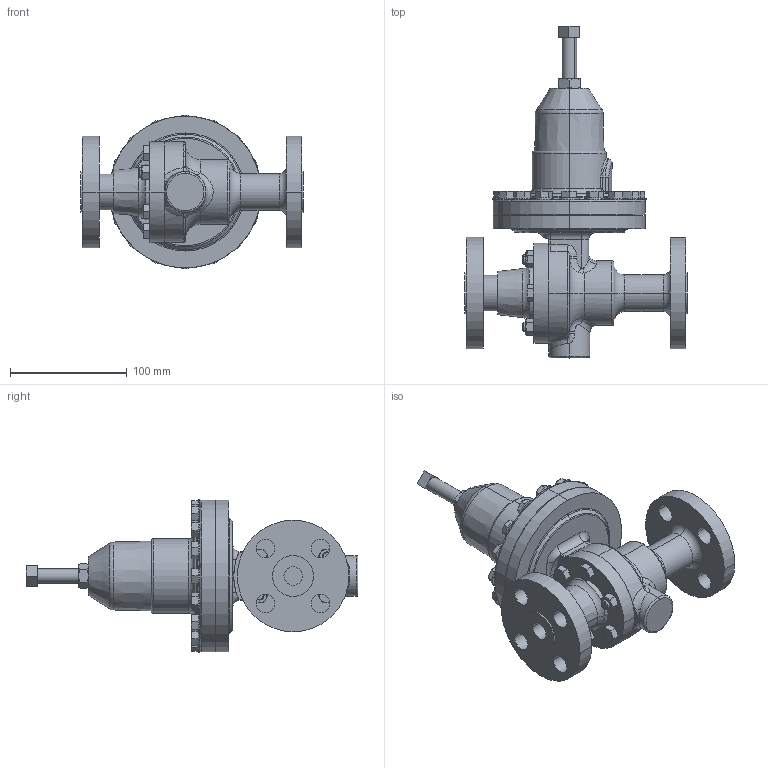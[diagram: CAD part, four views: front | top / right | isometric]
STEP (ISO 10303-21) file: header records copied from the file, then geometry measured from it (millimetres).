
FILE_DESCRIPTION (( 'STEP AP203' ), '1' );
FILE_NAME ('60-050-CS+S6-I3.STEP', '2017-07-21T11:45:27', ( '' ), ( '' ), 'SwSTEP 2.0', 'SolidWorks 2014', '' );
FILE_SCHEMA (( 'CONFIG_CONTROL_DESIGN' ));
Length unit declared in the file: inch
Products named in the file (2): 60-050-CS+S6-I3
Bounding box: 190.5 x 284.1 x 131.76 mm (x, y, z)
Volume: 1219780.6 mm3; surface area: 150814.4 mm2
Topology: 1 solids, 1 shells, 615 faces, 1437 edges, 867 vertices
Faces by surface type: plane 230, cone 170, cylinder 147, torus 39, bspline 29
Entity records: 21260 total; most frequent: CARTESIAN_POINT 7401, ORIENTED_EDGE 2870, DIRECTION 2837, EDGE_CURVE 1435, AXIS2_PLACEMENT_3D 1196, VERTEX_POINT 867, EDGE_LOOP 708, ADVANCED_FACE 615
